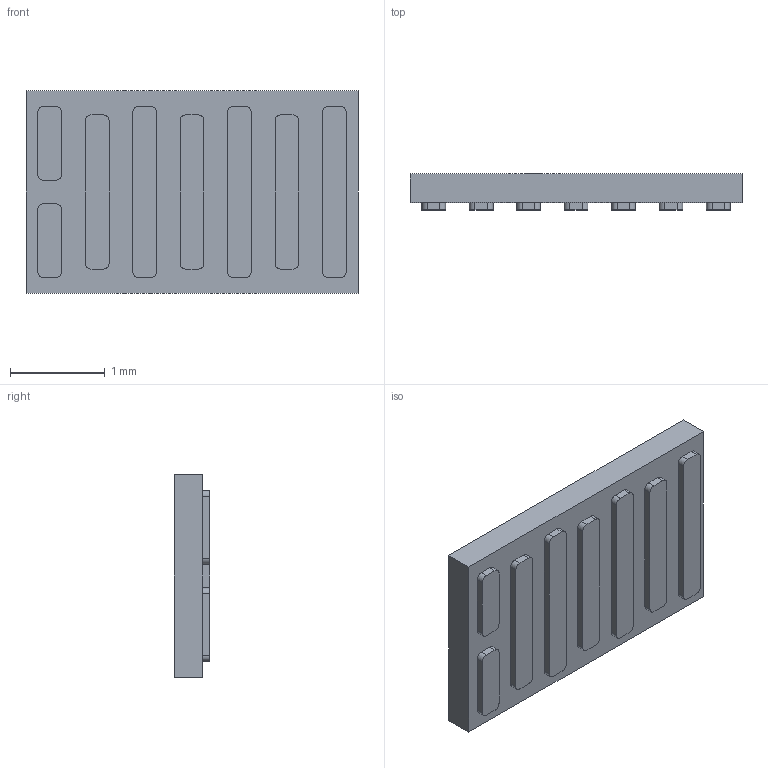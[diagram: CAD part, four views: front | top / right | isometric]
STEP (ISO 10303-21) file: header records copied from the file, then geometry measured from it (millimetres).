
FILE_DESCRIPTION(/* description */ (''),/* implementation_level */ '2;1');
FILE_NAME(/* name */ 'INN100W032A.step',/* time_stamp */ '2023-03-10T14:43:12Z',/* author */ (''),/* organization */ (''),/* preprocessor_version */ 'ST-DEVELOPER v19.2',/* originating_system */ 'Autodesk Translation Framework v11.17.0.187',/* authorisation */ '');
FILE_SCHEMA (('AUTOMOTIVE_DESIGN { 1 0 10303 214 3 1 1 }'));
Length unit declared in the file: millimetre
Products named in the file (1): (Unsaved)
Bounding box: 3.5 x 0.38 x 2.13 mm (x, y, z)
Volume: 2.5 mm3; surface area: 26.4 mm2
Topology: 9 solids, 9 shells, 120 faces, 294 edges, 196 vertices
Faces by surface type: plane 66, cylinder 33, bspline 21
Full cylindrical faces by diameter (mm): 0.18 x1
Entity records: 3728 total; most frequent: CARTESIAN_POINT 884, ORIENTED_EDGE 588, DIRECTION 518, EDGE_CURVE 294, VERTEX_POINT 196, LINE 186, VECTOR 186, AXIS2_PLACEMENT_3D 166
